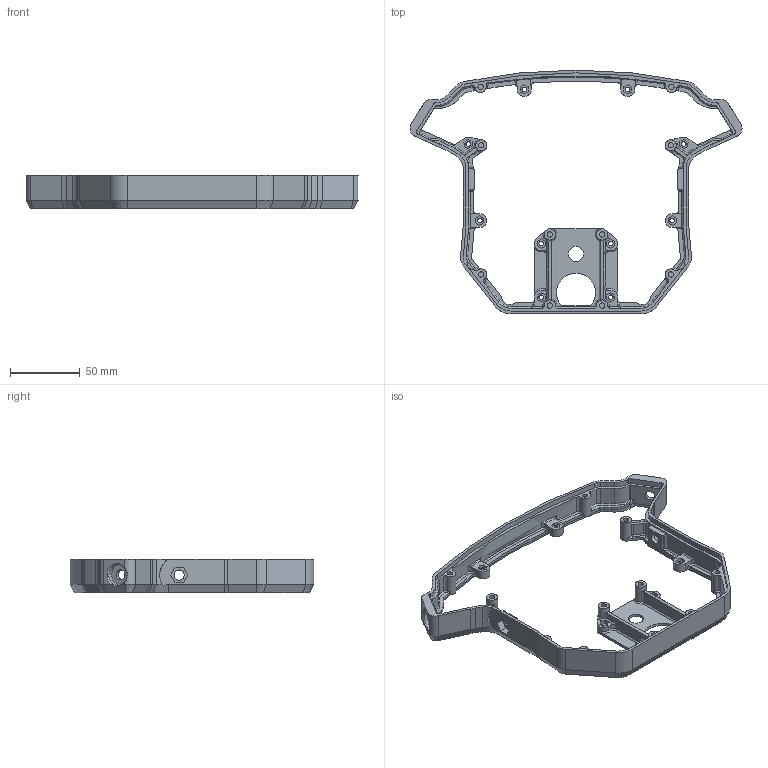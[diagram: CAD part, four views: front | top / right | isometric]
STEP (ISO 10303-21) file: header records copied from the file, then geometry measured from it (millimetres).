
FILE_DESCRIPTION(/* description */ (''),/* implementation_level */ '2;1');
FILE_NAME(/* name */ 'PE_GTEPROV2_MainHousing.step',/* time_stamp */ '2023-09-01T09:19:39+02:00',/* author */ (''),/* organization */ (''),/* preprocessor_version */ 'ST-DEVELOPER v20',/* originating_system */ 'Autodesk Translation Framework v12.9.0.99',/* authorisation */ '');
FILE_SCHEMA (('AUTOMOTIVE_DESIGN { 1 0 10303 214 3 1 1 }'));
Length unit declared in the file: millimetre
Products named in the file (1): MainHousing
Bounding box: 238.34 x 175 x 24 mm (x, y, z)
Volume: 82024.3 mm3; surface area: 56024.9 mm2
Topology: 1 solids, 1 shells, 760 faces, 2015 edges, 1278 vertices
Faces by surface type: plane 353, cylinder 259, cone 138, bspline 10
Full cylindrical faces by diameter (mm): 3.3 x10, 3.8 x10, 7.3 x4, 8 x4, 11 x1, 15 x2
Entity records: 24023 total; most frequent: CARTESIAN_POINT 4632, DIRECTION 4179, ORIENTED_EDGE 4026, EDGE_CURVE 2013, AXIS2_PLACEMENT_3D 1481, VERTEX_POINT 1278, LINE 1217, VECTOR 1217
